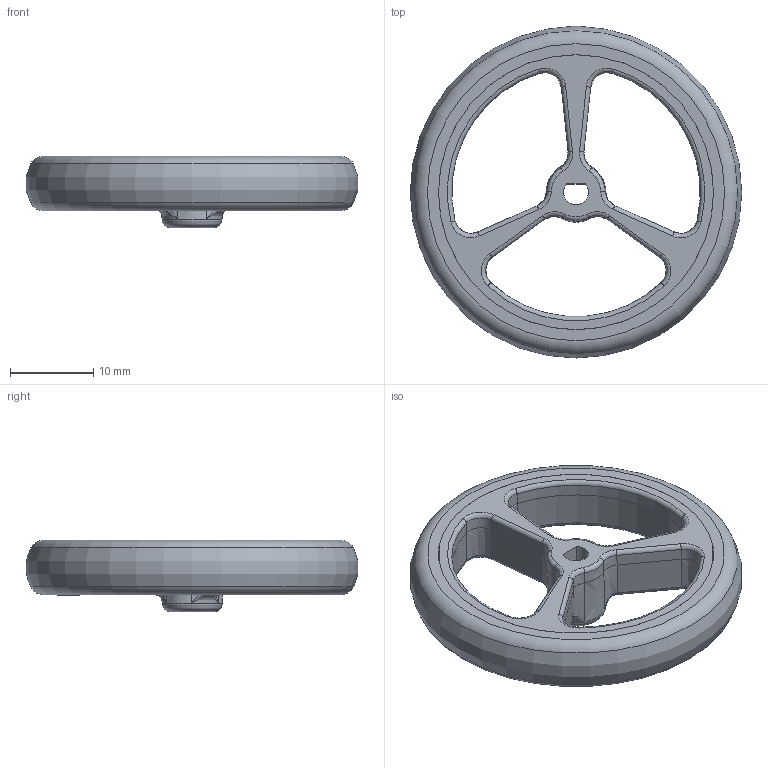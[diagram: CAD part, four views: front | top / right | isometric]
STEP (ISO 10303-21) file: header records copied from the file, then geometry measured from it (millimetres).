
FILE_DESCRIPTION(('FreeCAD Model'),'2;1');
FILE_NAME('pololu_wheel_40x7mm.step','2020-01-29T01:55:54',( 'Author'),(''),'Open CASCADE STEP processor 7.3','FreeCAD','Unknown' );
FILE_SCHEMA(('AUTOMOTIVE_DESIGN { 1 0 10303 214 1 1 1 1 }'));
Length unit declared in the file: millimetre
Products named in the file (1): pololu-wheel-40?mm-white
Bounding box: 39.87 x 39.93 x 8.6 mm (x, y, z)
Volume: 4211.9 mm3; surface area: 3015.5 mm2
Topology: 1 solids, 1 shells, 481 faces, 1253 edges, 807 vertices
Faces by surface type: bspline 224, plane 214, torus 16, cone 14, cylinder 13
Entity records: 50844 total; most frequent: CARTESIAN_POINT 25526, DIRECTION 2903, ORIENTED_EDGE 2494, PCURVE 2494, DEFINITIONAL_REPRESENTATION 2494, LINE 2183, VECTOR 2183, B_SPLINE_CURVE_WITH_KNOTS 1439
